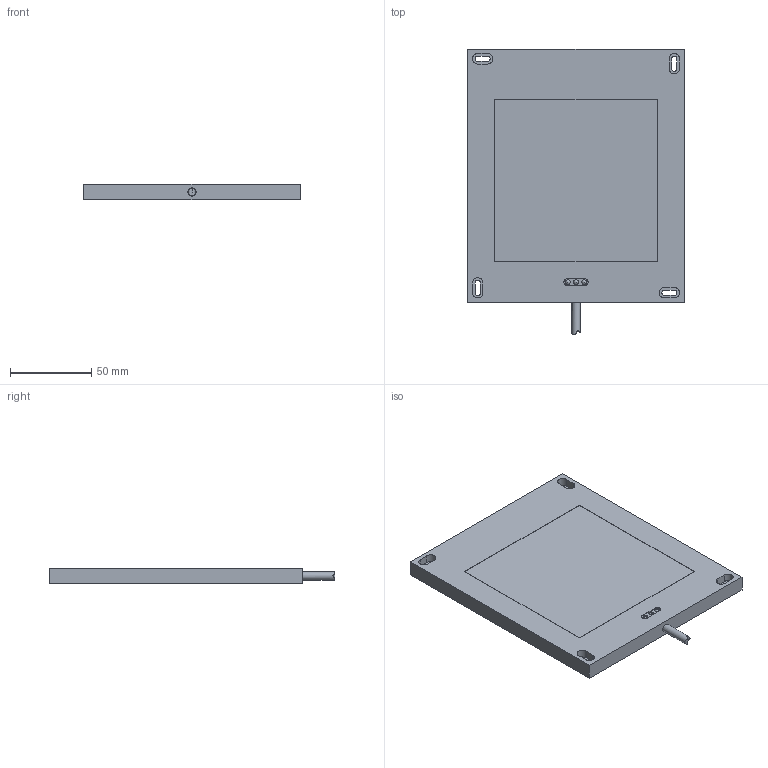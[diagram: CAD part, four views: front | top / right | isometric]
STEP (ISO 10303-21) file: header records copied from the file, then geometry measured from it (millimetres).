
FILE_DESCRIPTION(/* description */ (''),/* implementation_level */ '2;1');
FILE_NAME(/* name */ 'AO000145.stp',/* time_stamp */ '2016-09-28T10:49:15+02:00',/* author */ ('mitarbeiter'),/* organization */ (''),/* preprocessor_version */ 'ST-DEVELOPER v15.2',/* originating_system */ 'Autodesk Inventor 2014',/* authorisation */ '');
FILE_SCHEMA (('AUTOMOTIVE_DESIGN { 1 0 10303 214 3 1 1 }'));
Length unit declared in the file: millimetre
Products named in the file (1): AO000145
Bounding box: 133 x 176 x 9.8 mm (x, y, z)
Volume: 199687.2 mm3; surface area: 48463.3 mm2
Topology: 1 solids, 1 shells, 61 faces, 157 edges, 105 vertices
Faces by surface type: plane 34, cylinder 24, sphere 3
Full cylindrical faces by diameter (mm): 3 x3, 5 x1
Entity records: 1893 total; most frequent: CARTESIAN_POINT 379, DIRECTION 307, ORIENTED_EDGE 292, EDGE_CURVE 146, AXIS2_PLACEMENT_3D 105, VERTEX_POINT 101, LINE 97, VECTOR 97
